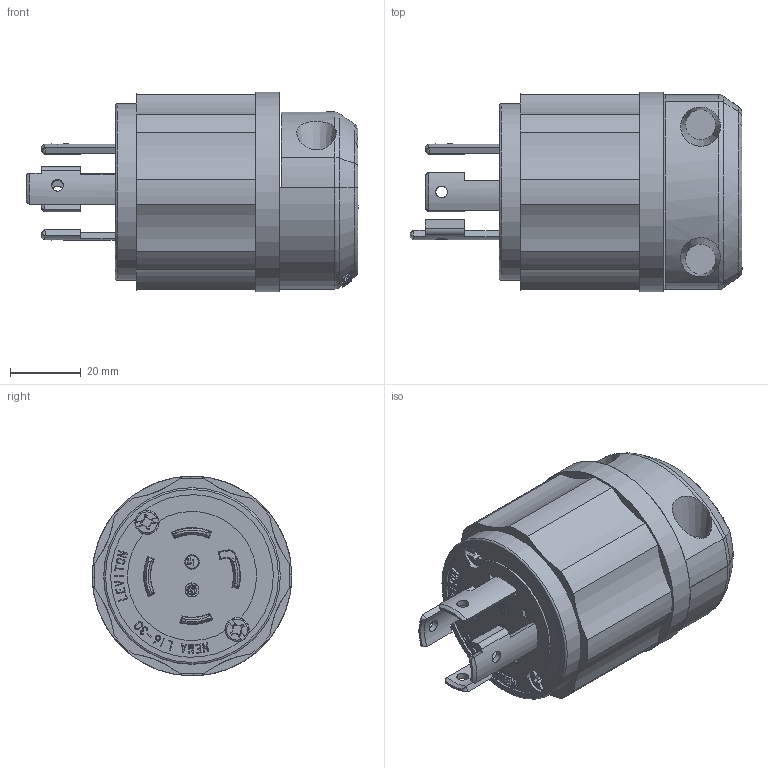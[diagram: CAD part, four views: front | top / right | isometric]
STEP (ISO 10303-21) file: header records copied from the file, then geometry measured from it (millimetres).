
FILE_DESCRIPTION (( 'STEP AP214' ), '1' );
FILE_NAME ('CATSTD-02731-000-M01.STEP', '2019-09-30T19:21:45', ( '' ), ( '' ), 'SwSTEP 2.0', 'SolidWorks 2017', '' );
FILE_SCHEMA (( 'AUTOMOTIVE_DESIGN' ));
Length unit declared in the file: inch
Products named in the file (2): CATSTD-02731-000-M01
Bounding box: 93.98 x 56.52 x 56.52 mm (x, y, z)
Surface area: 24979.3 mm2 (no closed solid volume)
Topology: 0 solids, 440 shells, 834 faces, 3751 edges, 3377 vertices
Faces by surface type: plane 619, cylinder 150, cone 34, bspline 23, torus 8
Full cylindrical faces by diameter (mm): 3.302 x4, 3.685 x1, 3.962 x2, 4.089 x1, 6.858 x2, 49.987 x1, 56.515 x1
Entity records: 45360 total; most frequent: CARTESIAN_POINT 17082, DIRECTION 5033, ORIENTED_EDGE 4655, EDGE_CURVE 3732, VERTEX_POINT 3373, VECTOR 2515, LINE 2515, AXIS2_PLACEMENT_3D 1259
